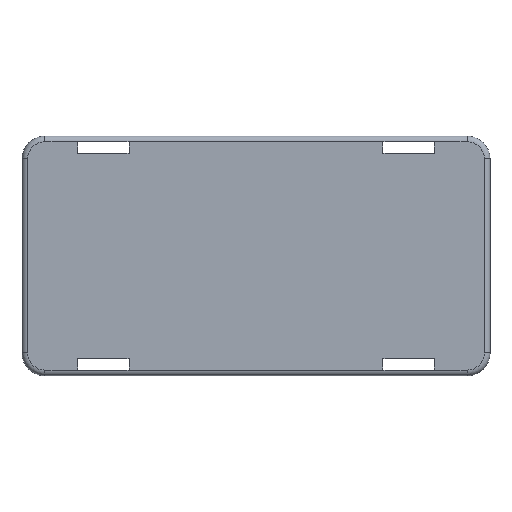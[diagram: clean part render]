
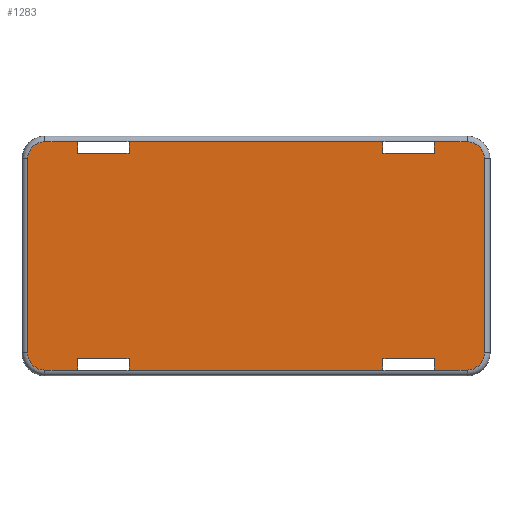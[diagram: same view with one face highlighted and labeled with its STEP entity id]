
A CAD part, top view. The second image highlights one B-rep face of the part: STEP entity #1283.
In plain terms, the highlighted planar face has unit normal (0, 0, 1).
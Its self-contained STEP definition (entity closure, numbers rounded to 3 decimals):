
#429 = VERTEX_POINT('',#430);
#430 = CARTESIAN_POINT('',(-31.25,-18.,20.4));
#438 = EDGE_CURVE('',#429,#439,#441,.T.);
#439 = VERTEX_POINT('',#440);
#440 = CARTESIAN_POINT('',(-31.25,-20.,20.4));
#441 = LINE('',#442,#443);
#442 = CARTESIAN_POINT('',(-31.25,-18.,20.4));
#443 = VECTOR('',#444,1.);
#444 = DIRECTION('',(0.,-1.,0.));
#717 = VERTEX_POINT('',#718);
#718 = CARTESIAN_POINT('',(-31.25,20.,20.4));
#724 = EDGE_CURVE('',#717,#725,#727,.T.);
#725 = VERTEX_POINT('',#726);
#726 = CARTESIAN_POINT('',(-31.25,18.,20.4));
#727 = LINE('',#728,#729);
#728 = CARTESIAN_POINT('',(-31.25,20.,20.4));
#729 = VECTOR('',#730,1.);
#730 = DIRECTION('',(0.,-1.,0.));
#963 = VERTEX_POINT('',#964);
#964 = CARTESIAN_POINT('',(-22.25,20.,20.4));
#1018 = VERTEX_POINT('',#1019);
#1019 = CARTESIAN_POINT('',(31.25,20.,20.4));
#1026 = VERTEX_POINT('',#1027);
#1027 = CARTESIAN_POINT('',(22.25,20.,20.4));
#1154 = VERTEX_POINT('',#1155);
#1155 = CARTESIAN_POINT('',(-22.25,-20.,20.4));
#1209 = VERTEX_POINT('',#1210);
#1210 = CARTESIAN_POINT('',(31.25,-20.,20.4));
#1217 = VERTEX_POINT('',#1218);
#1218 = CARTESIAN_POINT('',(22.25,-20.,20.4));
#1263 = EDGE_CURVE('',#429,#1264,#1266,.T.);
#1264 = VERTEX_POINT('',#1265);
#1265 = CARTESIAN_POINT('',(-22.25,-18.,20.4));
#1266 = LINE('',#1267,#1268);
#1267 = CARTESIAN_POINT('',(-31.25,-18.,20.4));
#1268 = VECTOR('',#1269,1.);
#1269 = DIRECTION('',(1.,0.,0.));
#1283 = ADVANCED_FACE('',(#1284),#1445,.F.);
#1284 = FACE_BOUND('',#1285,.F.);
#1285 = EDGE_LOOP('',(#1286,#1296,#1305,#1311,#1312,#1320,#1326,#1332,
    #1340,#1348,#1354,#1362,#1371,#1379,#1388,#1394,#1402,#1410,#1416,
    #1422,#1428,#1429,#1430,#1438));
#1286 = ORIENTED_EDGE('',*,*,#1287,.F.);
#1287 = EDGE_CURVE('',#1288,#1290,#1292,.T.);
#1288 = VERTEX_POINT('',#1289);
#1289 = CARTESIAN_POINT('',(-40.,17.,20.4));
#1290 = VERTEX_POINT('',#1291);
#1291 = CARTESIAN_POINT('',(-40.,-17.,20.4));
#1292 = LINE('',#1293,#1294);
#1293 = CARTESIAN_POINT('',(-40.,17.,20.4));
#1294 = VECTOR('',#1295,1.);
#1295 = DIRECTION('',(0.,-1.,0.));
#1296 = ORIENTED_EDGE('',*,*,#1297,.F.);
#1297 = EDGE_CURVE('',#1298,#1288,#1300,.T.);
#1298 = VERTEX_POINT('',#1299);
#1299 = CARTESIAN_POINT('',(-37.,20.,20.4));
#1300 = CIRCLE('',#1301,3.);
#1301 = AXIS2_PLACEMENT_3D('',#1302,#1303,#1304);
#1302 = CARTESIAN_POINT('',(-37.,17.,20.4));
#1303 = DIRECTION('',(0.,0.,1.));
#1304 = DIRECTION('',(0.,1.,-0.));
#1305 = ORIENTED_EDGE('',*,*,#1306,.F.);
#1306 = EDGE_CURVE('',#717,#1298,#1307,.T.);
#1307 = LINE('',#1308,#1309);
#1308 = CARTESIAN_POINT('',(37.,20.,20.4));
#1309 = VECTOR('',#1310,1.);
#1310 = DIRECTION('',(-1.,0.,0.));
#1311 = ORIENTED_EDGE('',*,*,#724,.T.);
#1312 = ORIENTED_EDGE('',*,*,#1313,.T.);
#1313 = EDGE_CURVE('',#725,#1314,#1316,.T.);
#1314 = VERTEX_POINT('',#1315);
#1315 = CARTESIAN_POINT('',(-22.25,18.,20.4));
#1316 = LINE('',#1317,#1318);
#1317 = CARTESIAN_POINT('',(-31.25,18.,20.4));
#1318 = VECTOR('',#1319,1.);
#1319 = DIRECTION('',(1.,0.,0.));
#1320 = ORIENTED_EDGE('',*,*,#1321,.F.);
#1321 = EDGE_CURVE('',#963,#1314,#1322,.T.);
#1322 = LINE('',#1323,#1324);
#1323 = CARTESIAN_POINT('',(-22.25,20.,20.4));
#1324 = VECTOR('',#1325,1.);
#1325 = DIRECTION('',(0.,-1.,0.));
#1326 = ORIENTED_EDGE('',*,*,#1327,.F.);
#1327 = EDGE_CURVE('',#1026,#963,#1328,.T.);
#1328 = LINE('',#1329,#1330);
#1329 = CARTESIAN_POINT('',(37.,20.,20.4));
#1330 = VECTOR('',#1331,1.);
#1331 = DIRECTION('',(-1.,0.,0.));
#1332 = ORIENTED_EDGE('',*,*,#1333,.T.);
#1333 = EDGE_CURVE('',#1026,#1334,#1336,.T.);
#1334 = VERTEX_POINT('',#1335);
#1335 = CARTESIAN_POINT('',(22.25,18.,20.4));
#1336 = LINE('',#1337,#1338);
#1337 = CARTESIAN_POINT('',(22.25,20.,20.4));
#1338 = VECTOR('',#1339,1.);
#1339 = DIRECTION('',(0.,-1.,0.));
#1340 = ORIENTED_EDGE('',*,*,#1341,.T.);
#1341 = EDGE_CURVE('',#1334,#1342,#1344,.T.);
#1342 = VERTEX_POINT('',#1343);
#1343 = CARTESIAN_POINT('',(31.25,18.,20.4));
#1344 = LINE('',#1345,#1346);
#1345 = CARTESIAN_POINT('',(22.25,18.,20.4));
#1346 = VECTOR('',#1347,1.);
#1347 = DIRECTION('',(1.,0.,0.));
#1348 = ORIENTED_EDGE('',*,*,#1349,.F.);
#1349 = EDGE_CURVE('',#1018,#1342,#1350,.T.);
#1350 = LINE('',#1351,#1352);
#1351 = CARTESIAN_POINT('',(31.25,20.,20.4));
#1352 = VECTOR('',#1353,1.);
#1353 = DIRECTION('',(0.,-1.,0.));
#1354 = ORIENTED_EDGE('',*,*,#1355,.F.);
#1355 = EDGE_CURVE('',#1356,#1018,#1358,.T.);
#1356 = VERTEX_POINT('',#1357);
#1357 = CARTESIAN_POINT('',(37.,20.,20.4));
#1358 = LINE('',#1359,#1360);
#1359 = CARTESIAN_POINT('',(37.,20.,20.4));
#1360 = VECTOR('',#1361,1.);
#1361 = DIRECTION('',(-1.,0.,0.));
#1362 = ORIENTED_EDGE('',*,*,#1363,.F.);
#1363 = EDGE_CURVE('',#1364,#1356,#1366,.T.);
#1364 = VERTEX_POINT('',#1365);
#1365 = CARTESIAN_POINT('',(40.,17.,20.4));
#1366 = CIRCLE('',#1367,3.);
#1367 = AXIS2_PLACEMENT_3D('',#1368,#1369,#1370);
#1368 = CARTESIAN_POINT('',(37.,17.,20.4));
#1369 = DIRECTION('',(0.,0.,1.));
#1370 = DIRECTION('',(1.,0.,0.));
#1371 = ORIENTED_EDGE('',*,*,#1372,.F.);
#1372 = EDGE_CURVE('',#1373,#1364,#1375,.T.);
#1373 = VERTEX_POINT('',#1374);
#1374 = CARTESIAN_POINT('',(40.,-17.,20.4));
#1375 = LINE('',#1376,#1377);
#1376 = CARTESIAN_POINT('',(40.,-17.,20.4));
#1377 = VECTOR('',#1378,1.);
#1378 = DIRECTION('',(-0.,1.,0.));
#1379 = ORIENTED_EDGE('',*,*,#1380,.F.);
#1380 = EDGE_CURVE('',#1381,#1373,#1383,.T.);
#1381 = VERTEX_POINT('',#1382);
#1382 = CARTESIAN_POINT('',(37.,-20.,20.4));
#1383 = CIRCLE('',#1384,3.);
#1384 = AXIS2_PLACEMENT_3D('',#1385,#1386,#1387);
#1385 = CARTESIAN_POINT('',(37.,-17.,20.4));
#1386 = DIRECTION('',(-0.,0.,1.));
#1387 = DIRECTION('',(0.,-1.,0.));
#1388 = ORIENTED_EDGE('',*,*,#1389,.F.);
#1389 = EDGE_CURVE('',#1209,#1381,#1390,.T.);
#1390 = LINE('',#1391,#1392);
#1391 = CARTESIAN_POINT('',(-37.,-20.,20.4));
#1392 = VECTOR('',#1393,1.);
#1393 = DIRECTION('',(1.,0.,0.));
#1394 = ORIENTED_EDGE('',*,*,#1395,.F.);
#1395 = EDGE_CURVE('',#1396,#1209,#1398,.T.);
#1396 = VERTEX_POINT('',#1397);
#1397 = CARTESIAN_POINT('',(31.25,-18.,20.4));
#1398 = LINE('',#1399,#1400);
#1399 = CARTESIAN_POINT('',(31.25,-18.,20.4));
#1400 = VECTOR('',#1401,1.);
#1401 = DIRECTION('',(0.,-1.,0.));
#1402 = ORIENTED_EDGE('',*,*,#1403,.F.);
#1403 = EDGE_CURVE('',#1404,#1396,#1406,.T.);
#1404 = VERTEX_POINT('',#1405);
#1405 = CARTESIAN_POINT('',(22.25,-18.,20.4));
#1406 = LINE('',#1407,#1408);
#1407 = CARTESIAN_POINT('',(22.25,-18.,20.4));
#1408 = VECTOR('',#1409,1.);
#1409 = DIRECTION('',(1.,0.,0.));
#1410 = ORIENTED_EDGE('',*,*,#1411,.T.);
#1411 = EDGE_CURVE('',#1404,#1217,#1412,.T.);
#1412 = LINE('',#1413,#1414);
#1413 = CARTESIAN_POINT('',(22.25,-18.,20.4));
#1414 = VECTOR('',#1415,1.);
#1415 = DIRECTION('',(0.,-1.,0.));
#1416 = ORIENTED_EDGE('',*,*,#1417,.F.);
#1417 = EDGE_CURVE('',#1154,#1217,#1418,.T.);
#1418 = LINE('',#1419,#1420);
#1419 = CARTESIAN_POINT('',(-37.,-20.,20.4));
#1420 = VECTOR('',#1421,1.);
#1421 = DIRECTION('',(1.,0.,0.));
#1422 = ORIENTED_EDGE('',*,*,#1423,.F.);
#1423 = EDGE_CURVE('',#1264,#1154,#1424,.T.);
#1424 = LINE('',#1425,#1426);
#1425 = CARTESIAN_POINT('',(-22.25,-18.,20.4));
#1426 = VECTOR('',#1427,1.);
#1427 = DIRECTION('',(0.,-1.,0.));
#1428 = ORIENTED_EDGE('',*,*,#1263,.F.);
#1429 = ORIENTED_EDGE('',*,*,#438,.T.);
#1430 = ORIENTED_EDGE('',*,*,#1431,.F.);
#1431 = EDGE_CURVE('',#1432,#439,#1434,.T.);
#1432 = VERTEX_POINT('',#1433);
#1433 = CARTESIAN_POINT('',(-37.,-20.,20.4));
#1434 = LINE('',#1435,#1436);
#1435 = CARTESIAN_POINT('',(-37.,-20.,20.4));
#1436 = VECTOR('',#1437,1.);
#1437 = DIRECTION('',(1.,0.,0.));
#1438 = ORIENTED_EDGE('',*,*,#1439,.F.);
#1439 = EDGE_CURVE('',#1290,#1432,#1440,.T.);
#1440 = CIRCLE('',#1441,3.);
#1441 = AXIS2_PLACEMENT_3D('',#1442,#1443,#1444);
#1442 = CARTESIAN_POINT('',(-37.,-17.,20.4));
#1443 = DIRECTION('',(0.,0.,1.));
#1444 = DIRECTION('',(-1.,0.,0.));
#1445 = PLANE('',#1446);
#1446 = AXIS2_PLACEMENT_3D('',#1447,#1448,#1449);
#1447 = CARTESIAN_POINT('',(-41.,21.,20.4));
#1448 = DIRECTION('',(0.,0.,-1.));
#1449 = DIRECTION('',(1.,0.,0.));
